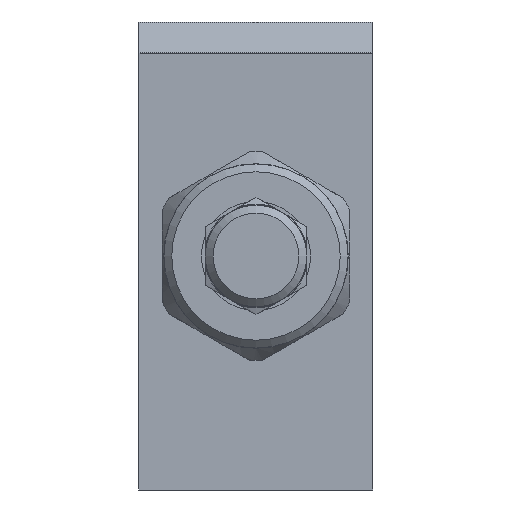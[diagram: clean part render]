
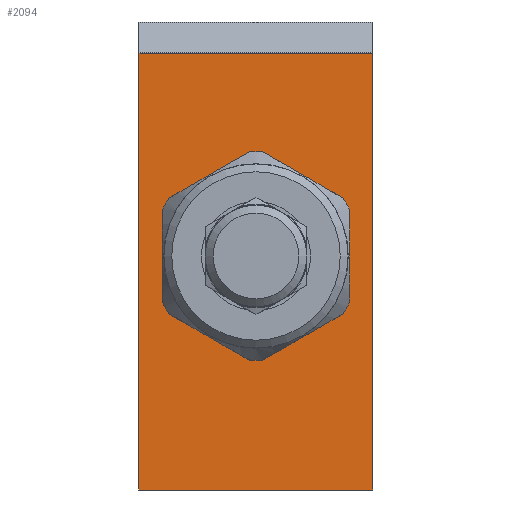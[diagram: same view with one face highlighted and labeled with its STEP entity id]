
A CAD part, left-side view. The second image highlights one B-rep face of the part: STEP entity #2094.
In plain terms, the highlighted planar face has unit normal (-1, 0, 0).
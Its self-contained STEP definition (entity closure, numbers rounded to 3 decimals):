
#149=CIRCLE('',#2204,13.4);
#150=CIRCLE('',#2205,13.4);
#151=CIRCLE('',#2206,13.4);
#152=CIRCLE('',#2207,13.4);
#153=CIRCLE('',#2208,13.4);
#154=CIRCLE('',#2209,13.4);
#239=ORIENTED_EDGE('',*,*,#615,.F.);
#240=ORIENTED_EDGE('',*,*,#616,.F.);
#241=ORIENTED_EDGE('',*,*,#617,.T.);
#242=ORIENTED_EDGE('',*,*,#618,.F.);
#243=ORIENTED_EDGE('',*,*,#619,.T.);
#244=ORIENTED_EDGE('',*,*,#620,.T.);
#245=ORIENTED_EDGE('',*,*,#621,.T.);
#246=ORIENTED_EDGE('',*,*,#622,.T.);
#247=ORIENTED_EDGE('',*,*,#623,.T.);
#248=ORIENTED_EDGE('',*,*,#624,.T.);
#249=ORIENTED_EDGE('',*,*,#625,.T.);
#250=ORIENTED_EDGE('',*,*,#626,.T.);
#251=ORIENTED_EDGE('',*,*,#627,.T.);
#252=ORIENTED_EDGE('',*,*,#628,.T.);
#253=ORIENTED_EDGE('',*,*,#629,.T.);
#254=ORIENTED_EDGE('',*,*,#630,.T.);
#615=EDGE_CURVE('',#803,#804,#936,.T.);
#616=EDGE_CURVE('',#805,#803,#937,.T.);
#617=EDGE_CURVE('',#805,#806,#938,.T.);
#618=EDGE_CURVE('',#804,#806,#939,.T.);
#619=EDGE_CURVE('',#807,#808,#940,.T.);
#620=EDGE_CURVE('',#808,#809,#149,.T.);
#621=EDGE_CURVE('',#809,#810,#941,.T.);
#622=EDGE_CURVE('',#810,#811,#150,.T.);
#623=EDGE_CURVE('',#811,#812,#942,.T.);
#624=EDGE_CURVE('',#812,#813,#151,.T.);
#625=EDGE_CURVE('',#813,#814,#943,.T.);
#626=EDGE_CURVE('',#814,#815,#152,.T.);
#627=EDGE_CURVE('',#815,#816,#944,.T.);
#628=EDGE_CURVE('',#816,#817,#153,.T.);
#629=EDGE_CURVE('',#817,#818,#945,.T.);
#630=EDGE_CURVE('',#818,#807,#154,.T.);
#803=VERTEX_POINT('',#2797);
#804=VERTEX_POINT('',#2798);
#805=VERTEX_POINT('',#2800);
#806=VERTEX_POINT('',#2802);
#807=VERTEX_POINT('',#2805);
#808=VERTEX_POINT('',#2806);
#809=VERTEX_POINT('',#2808);
#810=VERTEX_POINT('',#2810);
#811=VERTEX_POINT('',#2812);
#812=VERTEX_POINT('',#2814);
#813=VERTEX_POINT('',#2816);
#814=VERTEX_POINT('',#2818);
#815=VERTEX_POINT('',#2820);
#816=VERTEX_POINT('',#2822);
#817=VERTEX_POINT('',#2824);
#818=VERTEX_POINT('',#2826);
#936=LINE('',#2796,#979);
#937=LINE('',#2799,#980);
#938=LINE('',#2801,#981);
#939=LINE('',#2803,#982);
#940=LINE('',#2804,#983);
#941=LINE('',#2809,#984);
#942=LINE('',#2813,#985);
#943=LINE('',#2817,#986);
#944=LINE('',#2821,#987);
#945=LINE('',#2825,#988);
#979=VECTOR('',#2389,1000.);
#980=VECTOR('',#2390,1000.);
#981=VECTOR('',#2391,1000.);
#982=VECTOR('',#2392,1000.);
#983=VECTOR('',#2393,1000.);
#984=VECTOR('',#2396,1000.);
#985=VECTOR('',#2399,1000.);
#986=VECTOR('',#2402,1000.);
#987=VECTOR('',#2405,1000.);
#988=VECTOR('',#2408,1000.);
#1022=EDGE_LOOP('',(#239,#240,#241,#242));
#1023=EDGE_LOOP('',(#243,#244,#245,#246,#247,#248,#249,#250,#251,#252,#253,
#254));
#1177=FACE_BOUND('',#1022,.T.);
#1178=FACE_BOUND('',#1023,.T.);
#1332=PLANE('',#2203);
#2094=ADVANCED_FACE('',(#1177,#1178),#1332,.F.);
#2203=AXIS2_PLACEMENT_3D('',#2795,#2387,#2388);
#2204=AXIS2_PLACEMENT_3D('',#2807,#2394,#2395);
#2205=AXIS2_PLACEMENT_3D('',#2811,#2397,#2398);
#2206=AXIS2_PLACEMENT_3D('',#2815,#2400,#2401);
#2207=AXIS2_PLACEMENT_3D('',#2819,#2403,#2404);
#2208=AXIS2_PLACEMENT_3D('',#2823,#2406,#2407);
#2209=AXIS2_PLACEMENT_3D('',#2827,#2409,#2410);
#2387=DIRECTION('',(1.,0.,0.));
#2388=DIRECTION('',(0.,0.,-1.));
#2389=DIRECTION('',(0.,0.,-1.));
#2390=DIRECTION('',(0.,-1.,0.));
#2391=DIRECTION('',(0.,0.,-1.));
#2392=DIRECTION('',(0.,1.,0.));
#2393=DIRECTION('',(0.,0.866,0.5));
#2394=DIRECTION('',(1.,0.,0.));
#2395=DIRECTION('',(0.,0.,-1.));
#2396=DIRECTION('',(0.,0.,1.));
#2397=DIRECTION('',(1.,0.,0.));
#2398=DIRECTION('',(0.,0.,-1.));
#2399=DIRECTION('',(0.,-0.866,0.5));
#2400=DIRECTION('',(1.,0.,0.));
#2401=DIRECTION('',(0.,0.,-1.));
#2402=DIRECTION('',(0.,-0.866,-0.5));
#2403=DIRECTION('',(1.,0.,0.));
#2404=DIRECTION('',(0.,0.,-1.));
#2405=DIRECTION('',(0.,0.,-1.));
#2406=DIRECTION('',(1.,0.,0.));
#2407=DIRECTION('',(0.,0.,-1.));
#2408=DIRECTION('',(0.,0.866,-0.5));
#2409=DIRECTION('',(1.,0.,0.));
#2410=DIRECTION('',(0.,0.,-1.));
#2795=CARTESIAN_POINT('',(-48.926,-15.,30.));
#2796=CARTESIAN_POINT('',(-48.926,-15.,30.));
#2797=CARTESIAN_POINT('',(-48.926,-15.,26.));
#2798=CARTESIAN_POINT('',(-48.926,-15.,-30.));
#2799=CARTESIAN_POINT('',(-48.926,105.416,26.));
#2800=CARTESIAN_POINT('',(-48.926,15.,26.));
#2801=CARTESIAN_POINT('',(-48.926,15.,30.));
#2802=CARTESIAN_POINT('',(-48.926,15.,-30.));
#2803=CARTESIAN_POINT('',(-48.926,-15.,-30.));
#2804=CARTESIAN_POINT('',(-48.926,12.,-6.928));
#2805=CARTESIAN_POINT('',(-48.926,0.836,-13.374));
#2806=CARTESIAN_POINT('',(-48.926,11.164,-7.411));
#2807=CARTESIAN_POINT('',(-48.926,0.,0.));
#2808=CARTESIAN_POINT('',(-48.926,12.,-5.963));
#2809=CARTESIAN_POINT('',(-48.926,12.,6.928));
#2810=CARTESIAN_POINT('',(-48.926,12.,5.963));
#2811=CARTESIAN_POINT('',(-48.926,0.,0.));
#2812=CARTESIAN_POINT('',(-48.926,11.164,7.411));
#2813=CARTESIAN_POINT('',(-48.926,0.,13.856));
#2814=CARTESIAN_POINT('',(-48.926,0.836,13.374));
#2815=CARTESIAN_POINT('',(-48.926,0.,0.));
#2816=CARTESIAN_POINT('',(-48.926,-0.836,13.374));
#2817=CARTESIAN_POINT('',(-48.926,-12.,6.928));
#2818=CARTESIAN_POINT('',(-48.926,-11.164,7.411));
#2819=CARTESIAN_POINT('',(-48.926,0.,0.));
#2820=CARTESIAN_POINT('',(-48.926,-12.,5.963));
#2821=CARTESIAN_POINT('',(-48.926,-12.,-6.928));
#2822=CARTESIAN_POINT('',(-48.926,-12.,-5.963));
#2823=CARTESIAN_POINT('',(-48.926,0.,0.));
#2824=CARTESIAN_POINT('',(-48.926,-11.164,-7.411));
#2825=CARTESIAN_POINT('',(-48.926,0.,-13.856));
#2826=CARTESIAN_POINT('',(-48.926,-0.836,-13.374));
#2827=CARTESIAN_POINT('',(-48.926,0.,0.));
